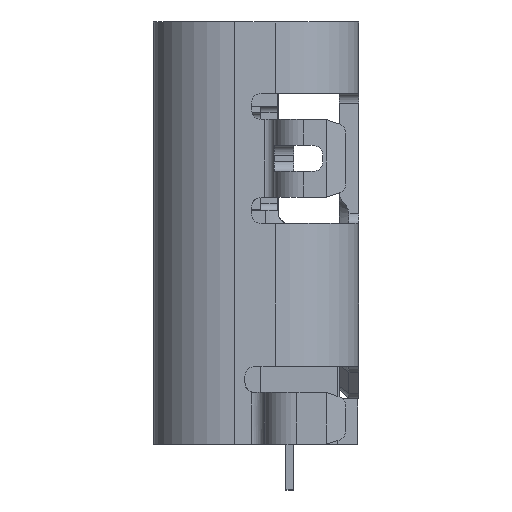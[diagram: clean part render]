
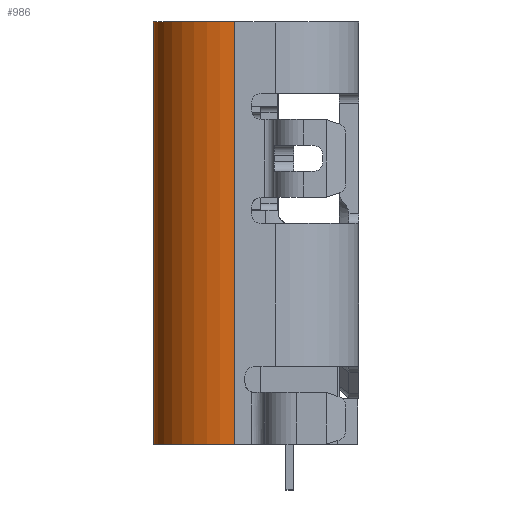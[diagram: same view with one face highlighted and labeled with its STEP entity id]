
A CAD part, left-side view. The second image highlights one B-rep face of the part: STEP entity #986.
In plain terms, the highlighted cylindrical face has radius 1.25 mm (diameter 2.5 mm), a partial arc.
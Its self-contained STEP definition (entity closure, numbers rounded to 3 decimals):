
#986 = ADVANCED_FACE( 'NONE', ( #2715 ), #2716, .T. );
#2715 = FACE_OUTER_BOUND( '', #5248, .T. );
#2716 = CYLINDRICAL_SURFACE( '', #5249, 1.25 );
#5248 = EDGE_LOOP( '', ( #8110, #8111, #8112, #8113 ) );
#5249 = AXIS2_PLACEMENT_3D( '', #8114, #8115, #8116 );
#8110 = ORIENTED_EDGE( '', *, *, #15784, .T. );
#8111 = ORIENTED_EDGE( '', *, *, #15785, .T. );
#8112 = ORIENTED_EDGE( '', *, *, #15595, .T. );
#8113 = ORIENTED_EDGE( '', *, *, #15786, .T. );
#8114 = CARTESIAN_POINT( '', ( -3.22, 0.33, -6.5 ) );
#8115 = DIRECTION( '', ( 0., 0., 1. ) );
#8116 = DIRECTION( '', ( 1., 0., 0. ) );
#15595 = EDGE_CURVE( 'NONE', #18781, #18779, #18782, .T. );
#15784 = EDGE_CURVE( 'NONE', #19118, #19119, #19120, .T. );
#15785 = EDGE_CURVE( 'NONE', #19119, #18781, #19121, .T. );
#15786 = EDGE_CURVE( 'NONE', #18779, #19118, #19122, .T. );
#18779 = VERTEX_POINT( 'NONE', #23420 );
#18781 = VERTEX_POINT( 'NONE', #23423 );
#18782 = CIRCLE( '', #23424, 1.25 );
#19118 = VERTEX_POINT( 'NONE', #23938 );
#19119 = VERTEX_POINT( 'NONE', #23939 );
#19120 = CIRCLE( '', #23940, 1.25 );
#19121 = LINE( '', #23941, #23942 );
#19122 = LINE( '', #23943, #23944 );
#23420 = CARTESIAN_POINT( '', ( -3.22, 1.58, 0. ) );
#23423 = CARTESIAN_POINT( '', ( -4.47, 0.33, 0. ) );
#23424 = AXIS2_PLACEMENT_3D( '', #30328, #30329, #30330 );
#23938 = CARTESIAN_POINT( '', ( -3.22, 1.58, -6.5 ) );
#23939 = CARTESIAN_POINT( '', ( -4.47, 0.33, -6.5 ) );
#23940 = AXIS2_PLACEMENT_3D( '', #30532, #30533, #30534 );
#23941 = CARTESIAN_POINT( '', ( -4.47, 0.33, -6.5 ) );
#23942 = VECTOR( '', #30535, 1000. );
#23943 = CARTESIAN_POINT( '', ( -3.22, 1.58, -6.5 ) );
#23944 = VECTOR( '', #30536, 1000. );
#30328 = CARTESIAN_POINT( '', ( -3.22, 0.33, 0. ) );
#30329 = DIRECTION( '', ( 0., 0., -1. ) );
#30330 = DIRECTION( '', ( 1., 0., 0. ) );
#30532 = CARTESIAN_POINT( '', ( -3.22, 0.33, -6.5 ) );
#30533 = DIRECTION( '', ( 0., 0., 1. ) );
#30534 = DIRECTION( '', ( 1., 0., 0. ) );
#30535 = DIRECTION( '', ( 0., 0., 1. ) );
#30536 = DIRECTION( '', ( 0., 0., -1. ) );
